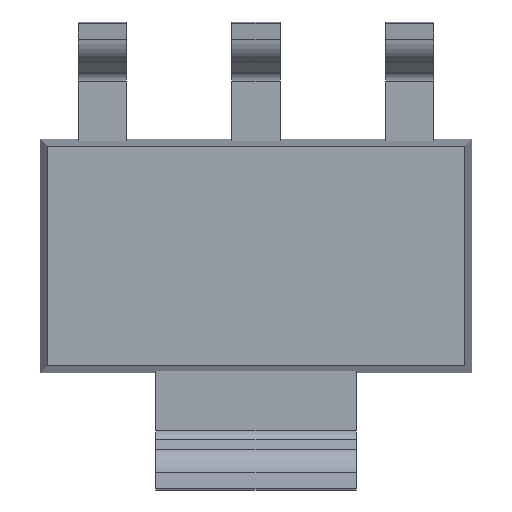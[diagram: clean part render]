
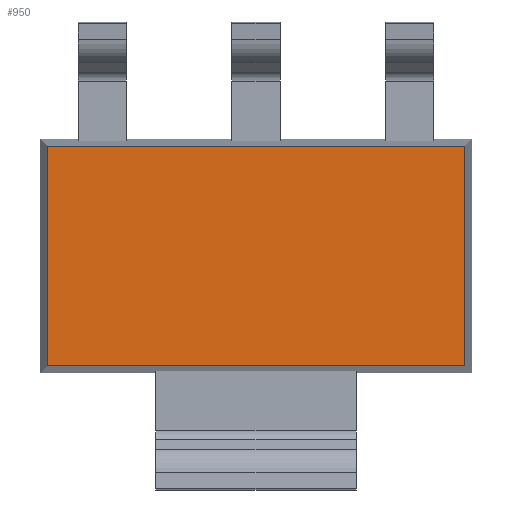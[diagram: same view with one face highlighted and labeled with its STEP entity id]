
A CAD part, front view. The second image highlights one B-rep face of the part: STEP entity #950.
In plain terms, the highlighted planar face has unit normal (0, -1, 0).
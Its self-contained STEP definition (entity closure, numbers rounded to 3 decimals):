
#67 = VERTEX_POINT ( 'NONE', #1413 ) ;
#202 = LINE ( 'NONE', #430, #480 ) ;
#239 = ORIENTED_EDGE ( 'NONE', *, *, #847, .F. ) ;
#245 = EDGE_CURVE ( 'NONE', #67, #1163, #838, .T. ) ;
#303 = DIRECTION ( 'NONE',  ( 0., 0., 1. ) ) ;
#405 = ORIENTED_EDGE ( 'NONE', *, *, #1353, .F. ) ;
#406 = CARTESIAN_POINT ( 'NONE',  ( -3.12, 0.1, -1.75 ) ) ;
#424 = LINE ( 'NONE', #406, #650 ) ;
#430 = CARTESIAN_POINT ( 'NONE',  ( 3.225, 0.1, -1.645 ) ) ;
#480 = VECTOR ( 'NONE', #742, 1000. ) ;
#489 = DIRECTION ( 'NONE',  ( 0., 0., 1. ) ) ;
#491 = PLANE ( 'NONE',  #1663 ) ;
#505 = FACE_OUTER_BOUND ( 'NONE', #1823, .T. ) ;
#524 = VERTEX_POINT ( 'NONE', #573 ) ;
#573 = CARTESIAN_POINT ( 'NONE',  ( 3.12, 0.1, -1.645 ) ) ;
#650 = VECTOR ( 'NONE', #1524, 1000. ) ;
#732 = CARTESIAN_POINT ( 'NONE',  ( 3.225, 0.1, 1.645 ) ) ;
#742 = DIRECTION ( 'NONE',  ( -1., 0., 0. ) ) ;
#838 = LINE ( 'NONE', #732, #1867 ) ;
#847 = EDGE_CURVE ( 'NONE', #524, #1116, #202, .T. ) ;
#946 = DIRECTION ( 'NONE',  ( 0., 1., 0. ) ) ;
#950 = ADVANCED_FACE ( 'NONE', ( #505 ), #491, .F. ) ;
#981 = LINE ( 'NONE', #1437, #2038 ) ;
#1116 = VERTEX_POINT ( 'NONE', #1286 ) ;
#1163 = VERTEX_POINT ( 'NONE', #1301 ) ;
#1286 = CARTESIAN_POINT ( 'NONE',  ( -3.12, 0.1, -1.645 ) ) ;
#1301 = CARTESIAN_POINT ( 'NONE',  ( -3.12, 0.1, 1.645 ) ) ;
#1353 = EDGE_CURVE ( 'NONE', #1116, #1163, #424, .T. ) ;
#1413 = CARTESIAN_POINT ( 'NONE',  ( 3.12, 0.1, 1.645 ) ) ;
#1416 = ORIENTED_EDGE ( 'NONE', *, *, #1990, .T. ) ;
#1437 = CARTESIAN_POINT ( 'NONE',  ( 3.12, 0.1, -1.75 ) ) ;
#1524 = DIRECTION ( 'NONE',  ( 0., 0., 1. ) ) ;
#1663 = AXIS2_PLACEMENT_3D ( 'NONE', #2045, #946, #303 ) ;
#1699 = DIRECTION ( 'NONE',  ( -1., 0., 0. ) ) ;
#1823 = EDGE_LOOP ( 'NONE', ( #405, #239, #1416, #1826 ) ) ;
#1826 = ORIENTED_EDGE ( 'NONE', *, *, #245, .T. ) ;
#1867 = VECTOR ( 'NONE', #1699, 1000. ) ;
#1990 = EDGE_CURVE ( 'NONE', #524, #67, #981, .T. ) ;
#2038 = VECTOR ( 'NONE', #489, 1000. ) ;
#2045 = CARTESIAN_POINT ( 'NONE',  ( 3.225, 0.1, 1.645 ) ) ;
